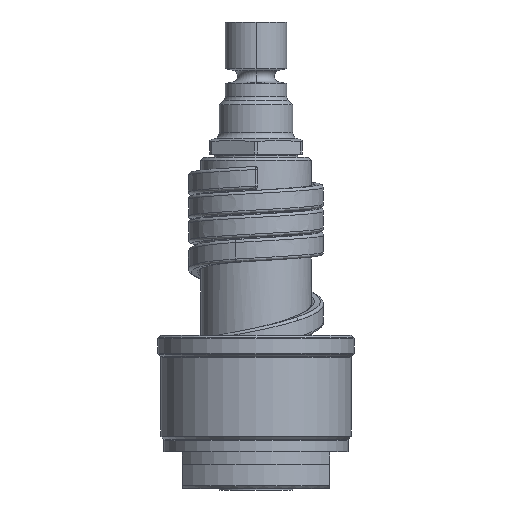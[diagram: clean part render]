
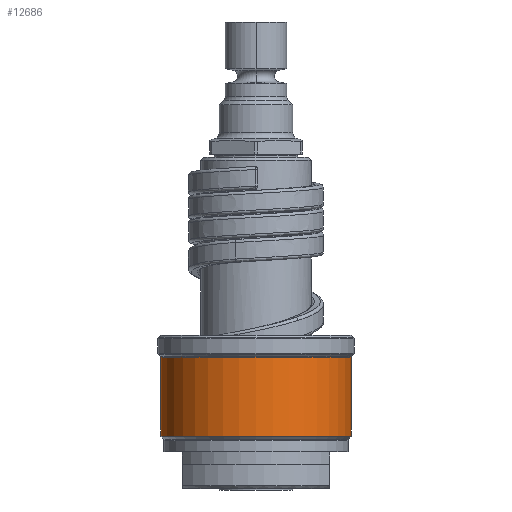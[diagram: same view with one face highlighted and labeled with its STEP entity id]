
A CAD part, front view. The second image highlights one B-rep face of the part: STEP entity #12686.
In plain terms, the highlighted cylindrical face has radius 15.5 mm (diameter 31 mm), a partial arc.
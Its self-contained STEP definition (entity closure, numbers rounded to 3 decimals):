
#3923=CARTESIAN_POINT('',(0.,0.,8.583));
#3924=DIRECTION('',(0.,0.,1.));
#3925=DIRECTION('',(-1.,0.,0.));
#3926=AXIS2_PLACEMENT_3D('',#3923,#3924,#3925);
#3928=DIRECTION('',(0.,0.,-1.));
#3929=VECTOR('',#3928,12.835);
#3930=CARTESIAN_POINT('',(-15.5,0.,21.417));
#3931=LINE('',#3930,#3929);
#3932=CARTESIAN_POINT('',(0.,0.,21.417));
#3933=DIRECTION('',(0.,0.,1.));
#3934=DIRECTION('',(-1.,0.,0.));
#3935=AXIS2_PLACEMENT_3D('',#3932,#3933,#3934);
#3937=DIRECTION('',(0.,0.,-1.));
#3938=VECTOR('',#3937,12.835);
#3939=CARTESIAN_POINT('',(15.5,0.,21.417));
#3940=LINE('',#3939,#3938);
#5918=CARTESIAN_POINT('',(15.5,0.,21.417));
#5919=CARTESIAN_POINT('',(-15.5,0.,21.417));
#5920=VERTEX_POINT('',#5918);
#5921=VERTEX_POINT('',#5919);
#5944=CARTESIAN_POINT('',(15.5,0.,8.583));
#5945=VERTEX_POINT('',#5944);
#5946=CARTESIAN_POINT('',(-15.5,0.,8.583));
#5947=VERTEX_POINT('',#5946);
#12674=CARTESIAN_POINT('',(0.,0.,7.15));
#12675=DIRECTION('',(0.,0.,1.));
#12676=DIRECTION('',(-1.,0.,0.));
#12677=AXIS2_PLACEMENT_3D('',#12674,#12675,#12676);
#12678=CYLINDRICAL_SURFACE('',#12677,15.5);
#12679=ORIENTED_EDGE('',*,*,#12646,.F.);
#12680=ORIENTED_EDGE('',*,*,#12664,.F.);
#12682=ORIENTED_EDGE('',*,*,#12681,.T.);
#12683=ORIENTED_EDGE('',*,*,#12660,.T.);
#12684=EDGE_LOOP('',(#12679,#12680,#12682,#12683));
#12685=FACE_OUTER_BOUND('',#12684,.F.);
#3927=CIRCLE('',#3926,15.5);
#3936=CIRCLE('',#3935,15.5);
#12646=EDGE_CURVE('',#5947,#5945,#3927,.T.);
#12660=EDGE_CURVE('',#5920,#5945,#3940,.T.);
#12664=EDGE_CURVE('',#5921,#5947,#3931,.T.);
#12681=EDGE_CURVE('',#5921,#5920,#3936,.T.);
#12686=ADVANCED_FACE('',(#12685),#12678,.T.);
